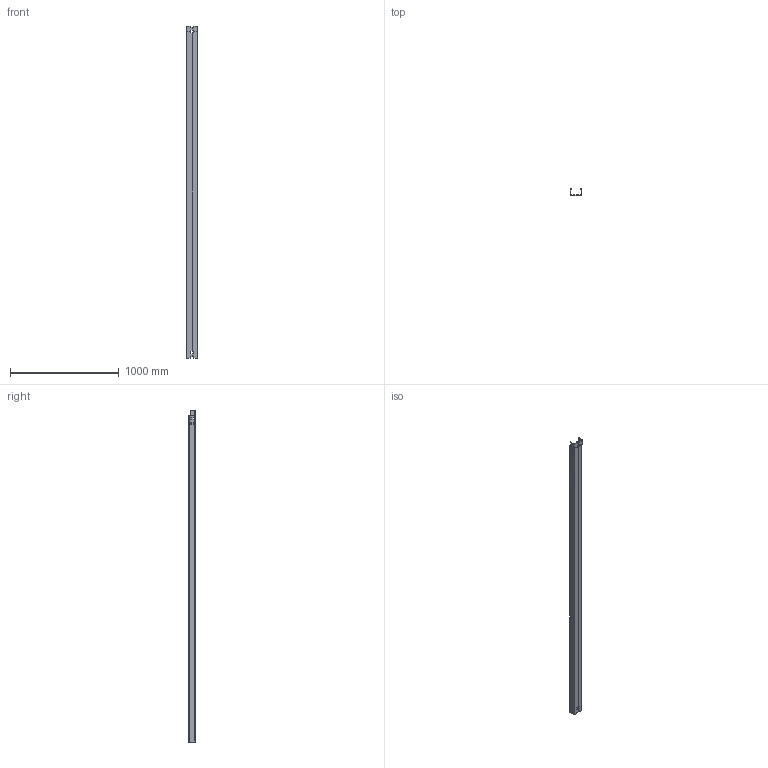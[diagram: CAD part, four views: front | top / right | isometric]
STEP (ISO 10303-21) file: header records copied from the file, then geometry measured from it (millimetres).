
FILE_DESCRIPTION((''),'2;1');
FILE_NAME('6059000','2012-10-27T',('AndreasKeweloh'),(''),'PRO/ENGINEER BY PARAMETRIC TECHNOLOGY CORPORATION, 2012230','PRO/ENGINEER BY PARAMETRIC TECHNOLOGY CORPORATION, 2012230','');
FILE_SCHEMA(('CONFIG_CONTROL_DESIGN'));
Length unit declared in the file: millimetre
Products named in the file (1): 6059000
Bounding box: 103.5 x 61.75 x 3050 mm (x, y, z)
Surface area: 1491823 mm2 (no closed solid volume)
Topology: 0 solids, 2 shells, 178 faces, 496 edges, 313 vertices
Faces by surface type: plane 82, cylinder 64, bspline 20, cone 6, torus 4, sphere 2
Entity records: 6776 total; most frequent: CARTESIAN_POINT 2268, ORIENTED_EDGE 978, DIRECTION 865, EDGE_CURVE 496, VERTEX_POINT 313, AXIS2_PLACEMENT_3D 292, VECTOR 281, LINE 281
